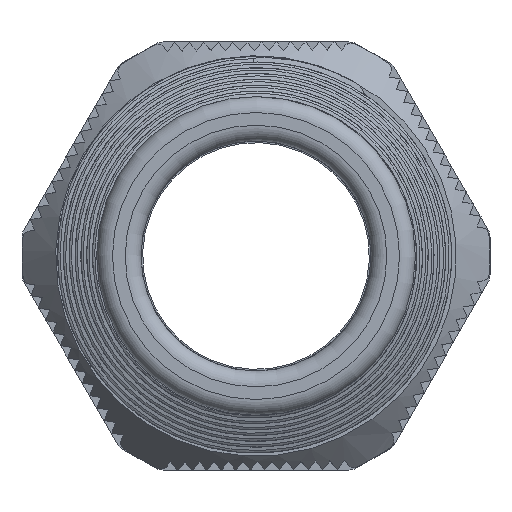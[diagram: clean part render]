
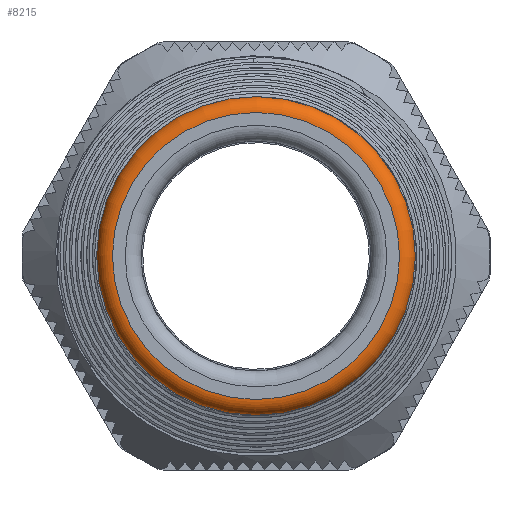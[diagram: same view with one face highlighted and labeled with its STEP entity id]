
A CAD part, left-side view. The second image highlights one B-rep face of the part: STEP entity #8215.
In plain terms, the highlighted toroidal (fillet/blend) face has major radius 9.05 mm and minor radius 1 mm.
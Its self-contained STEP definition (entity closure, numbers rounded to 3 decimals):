
#200=TOROIDAL_SURFACE('',#9015,9.05,1.);
#227=FACE_BOUND('',#2730,.T.);
#2258=FACE_OUTER_BOUND('',#2729,.T.);
#2729=EDGE_LOOP('',(#7672));
#2730=EDGE_LOOP('',(#7673));
#3084=CIRCLE('',#9012,9.05);
#3086=CIRCLE('',#9016,10.05);
#4036=VERTEX_POINT('',#20421);
#4038=VERTEX_POINT('',#20427);
#5253=EDGE_CURVE('',#4036,#4036,#3084,.T.);
#5255=EDGE_CURVE('',#4038,#4038,#3086,.T.);
#7672=ORIENTED_EDGE('',*,*,#5253,.T.);
#7673=ORIENTED_EDGE('',*,*,#5255,.T.);
#8215=ADVANCED_FACE('',(#2258,#227),#200,.T.);
#9012=AXIS2_PLACEMENT_3D('',#20422,#11093,#11094);
#9015=AXIS2_PLACEMENT_3D('',#20426,#11099,#11100);
#9016=AXIS2_PLACEMENT_3D('',#20428,#11101,#11102);
#11093=DIRECTION('center_axis',(-1.,0.,0.));
#11094=DIRECTION('ref_axis',(0.,0.,
-1.));
#11099=DIRECTION('center_axis',(-1.,0.,0.));
#11100=DIRECTION('ref_axis',(0.,0.,1.));
#11101=DIRECTION('center_axis',(1.,0.,0.));
#11102=DIRECTION('ref_axis',(0.,0.,
-1.));
#20421=CARTESIAN_POINT('',(8.44,0.,9.05));
#20422=CARTESIAN_POINT('Origin',(8.44,0.,0.));
#20426=CARTESIAN_POINT('Origin',(7.44,0.,0.));
#20427=CARTESIAN_POINT('',(7.44,0.,10.05));
#20428=CARTESIAN_POINT('Origin',(7.44,0.,0.));
